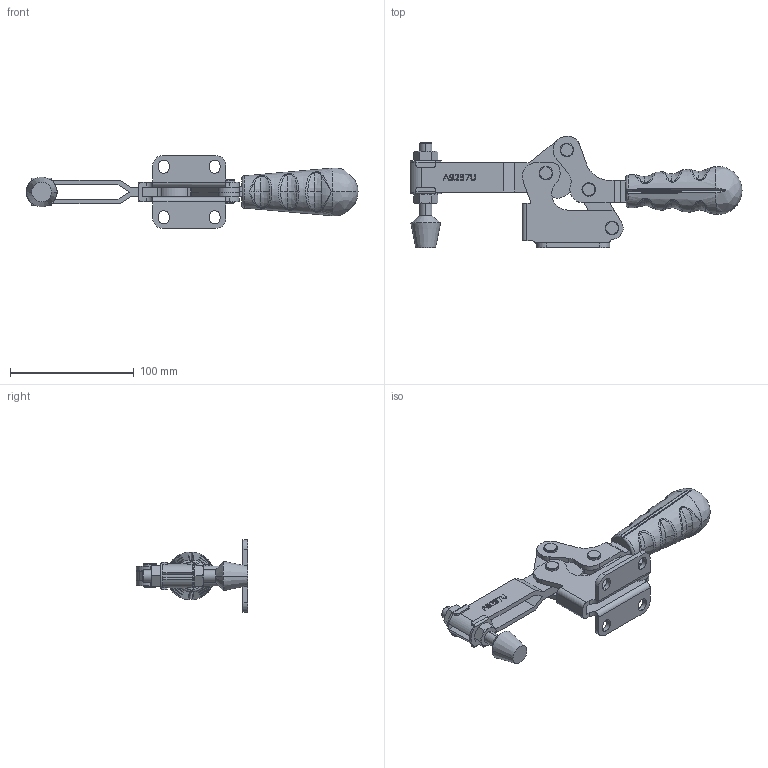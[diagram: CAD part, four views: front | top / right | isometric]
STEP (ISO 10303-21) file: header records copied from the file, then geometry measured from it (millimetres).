
FILE_DESCRIPTION (( 'STEP AP214' ), '1' );
FILE_NAME ('A9237U(AMF-23502-B).STEP', '2024-01-03T02:53:08', ( 'D2' ), ( '' ), 'SwSTEP 2.0', 'SolidWorks 2016', '' );
FILE_SCHEMA (( 'AUTOMOTIVE_DESIGN' ));
Length unit declared in the file: millimetre
Products named in the file (15): DEFAULT-3; DEFAULT-2; DEFAULT-1; A9237U(AMF-23502-B); FC-108515染黑+FW-380染黑; 5100380 (FW-380); 6200100; FCMM-holex_FC-108515; A9237U (376625 4)底座; A9237U (376625 4)連接片組合; A9237U (376625 4)連接片; A9237U (376625 4)手把; 6800GH-4-11AMF; A9237U (376625 4)左手把; 鏡射A9237U (376625 4)左手把
Assembly tree (21 placements, depth 3):
  A9237U(AMF-23502-B)
    DEFAULT-1
    DEFAULT-2  x4
    DEFAULT-3  x2
    A9237U (376625 4)手把
      A9237U (376625 4)左手把
      鏡射A9237U (376625 4)左手把
      6800GH-4-11AMF
    A9237U (376625 4)連接片組合
      A9237U (376625 4)連接片  x2
    A9237U (376625 4)底座
    FC-108515染黑+FW-380染黑
      FCMM-holex_FC-108515
      6200100  x2
      5100380 (FW-380)  x2
Bounding box: 268.84 x 90.25 x 59 mm (x, y, z)
Volume: 179039.8 mm3; surface area: 85078.6 mm2
Topology: 19 solids, 19 shells, 537 faces, 1355 edges, 869 vertices
Faces by surface type: plane 214, cylinder 166, bspline 100, cone 40, torus 17
Entity records: 23803 total; most frequent: CARTESIAN_POINT 13045, ORIENTED_EDGE 2212, DIRECTION 1901, EDGE_CURVE 1106, VERTEX_POINT 717, AXIS2_PLACEMENT_3D 676, VECTOR 549, LINE 549
